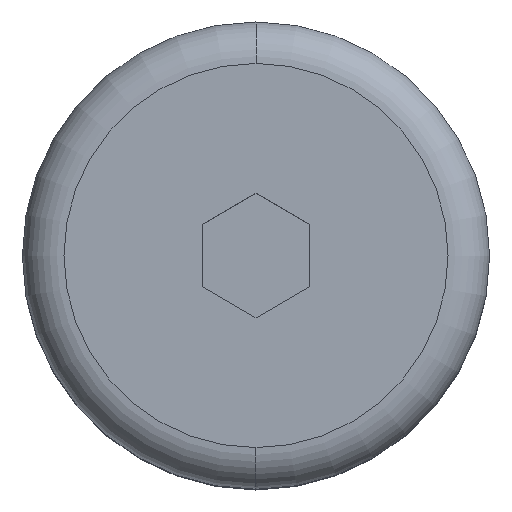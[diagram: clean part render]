
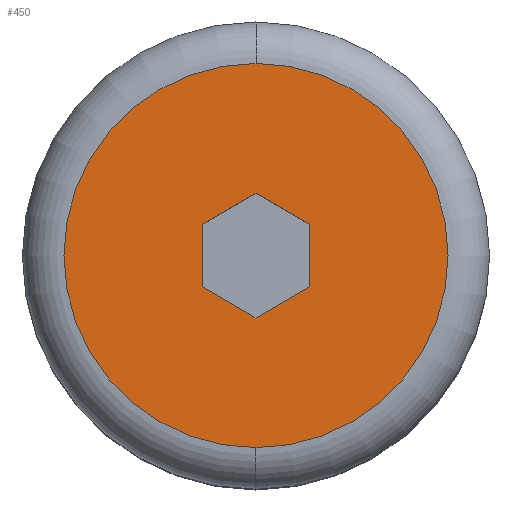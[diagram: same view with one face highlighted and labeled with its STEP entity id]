
A CAD part, top view. The second image highlights one B-rep face of the part: STEP entity #450.
In plain terms, the highlighted planar face has unit normal (0, 0, 1).
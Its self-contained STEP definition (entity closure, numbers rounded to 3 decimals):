
#450=ADVANCED_FACE('',(#917,#918),#919,.T.);
#917=FACE_BOUND('',#1430,.T.);
#918=FACE_OUTER_BOUND('',#1431,.T.);
#919=PLANE('',#1432);
#1430=EDGE_LOOP('',(#2471,#2472,#2473,#2474,#2475,#2476));
#1431=EDGE_LOOP('',(#2477,#2478));
#1432=AXIS2_PLACEMENT_3D('',#2479,#2480,#2481);
#2471=ORIENTED_EDGE('',*,*,#3136,.T.);
#2472=ORIENTED_EDGE('',*,*,#3094,.T.);
#2473=ORIENTED_EDGE('',*,*,#3046,.T.);
#2474=ORIENTED_EDGE('',*,*,#2983,.T.);
#2475=ORIENTED_EDGE('',*,*,#2901,.T.);
#2476=ORIENTED_EDGE('',*,*,#3269,.T.);
#2477=ORIENTED_EDGE('',*,*,#2853,.F.);
#2478=ORIENTED_EDGE('',*,*,#2880,.F.);
#2479=CARTESIAN_POINT('',(0.0,0.0,24.0));
#2480=DIRECTION('',(0.,0.0,1.0));
#2481=DIRECTION('',(0.0,-1.0,0.0));
#2853=EDGE_CURVE('',#3347,#3349,#3350,.T.);
#2880=EDGE_CURVE('',#3349,#3347,#3396,.T.);
#2901=EDGE_CURVE('',#3433,#3431,#3434,.T.);
#2983=EDGE_CURVE('',#3573,#3433,#3574,.T.);
#3046=EDGE_CURVE('',#3664,#3573,#3665,.T.);
#3094=EDGE_CURVE('',#3734,#3664,#3735,.T.);
#3136=EDGE_CURVE('',#3785,#3734,#3786,.T.);
#3269=EDGE_CURVE('',#3431,#3785,#3961,.T.);
#3347=VERTEX_POINT('',#4111);
#3349=VERTEX_POINT('',#4113);
#3350=CIRCLE('',#4114,9.25);
#3396=CIRCLE('',#4164,9.25);
#3431=VERTEX_POINT('',#4209);
#3433=VERTEX_POINT('',#4212);
#3434=LINE('',#4213,#4214);
#3573=VERTEX_POINT('',#4486);
#3574=LINE('',#4487,#4488);
#3664=VERTEX_POINT('',#4692);
#3665=LINE('',#4693,#4694);
#3734=VERTEX_POINT('',#4776);
#3735=LINE('',#4777,#4778);
#3785=VERTEX_POINT('',#4875);
#3786=LINE('',#4876,#4877);
#3961=LINE('',#5138,#5139);
#4111=CARTESIAN_POINT('',(0.,-9.25,24.0));
#4113=CARTESIAN_POINT('',(0.,9.25,24.0));
#4114=AXIS2_PLACEMENT_3D('',#5255,#5256,#5257);
#4164=AXIS2_PLACEMENT_3D('',#5313,#5314,#5315);
#4209=CARTESIAN_POINT('',(-2.598,1.5,24.0));
#4212=CARTESIAN_POINT('',(-2.598,-1.5,24.0));
#4213=CARTESIAN_POINT('',(-2.598,0.75,24.0));
#4214=VECTOR('',#5339,1.0);
#4486=CARTESIAN_POINT('',(0.,-3.0,24.0));
#4487=CARTESIAN_POINT('',(-1.949,-1.875,24.0));
#4488=VECTOR('',#5471,1.0);
#4692=CARTESIAN_POINT('',(2.598,-1.5,24.0));
#4693=CARTESIAN_POINT('',(0.65,-2.625,24.0));
#4694=VECTOR('',#5569,1.0);
#4776=CARTESIAN_POINT('',(2.598,1.5,24.0));
#4777=CARTESIAN_POINT('',(2.598,-0.75,24.0));
#4778=VECTOR('',#5649,1.0);
#4875=CARTESIAN_POINT('',(0.,3.0,24.0));
#4876=CARTESIAN_POINT('',(1.949,1.875,24.0));
#4877=VECTOR('',#5703,1.0);
#5138=CARTESIAN_POINT('',(-0.65,2.625,24.0));
#5139=VECTOR('',#5917,1.0);
#5255=CARTESIAN_POINT('',(0.0,0.0,24.0));
#5256=DIRECTION('',(0.,0.0,-1.0));
#5257=DIRECTION('',(0.,1.0,0.));
#5313=CARTESIAN_POINT('',(0.0,0.0,24.0));
#5314=DIRECTION('',(0.,0.0,-1.0));
#5315=DIRECTION('',(0.,1.0,0.));
#5339=DIRECTION('',(0.0,1.0,0.0));
#5471=DIRECTION('',(-0.866,0.5,0.));
#5569=DIRECTION('',(-0.866,-0.5,0.));
#5649=DIRECTION('',(0.0,-1.0,0.0));
#5703=DIRECTION('',(0.866,-0.5,0.));
#5917=DIRECTION('',(0.866,0.5,0.));
